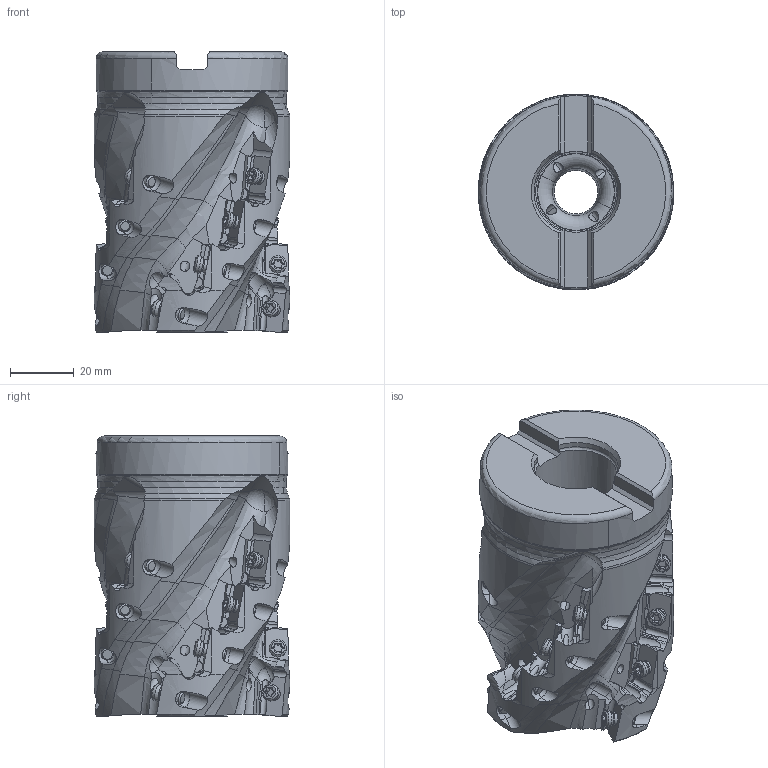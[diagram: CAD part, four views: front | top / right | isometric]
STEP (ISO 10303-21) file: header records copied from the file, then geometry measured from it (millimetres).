
FILE_DESCRIPTION(/* description */ (''),/* implementation_level */ '2;1');
FILE_NAME(/* name */ 'APX4KUR2516CA22A.stp',/* time_stamp */ '2021-09-08T11:42:54+09:00',/* author */ (''),/* organization */ (''),/* preprocessor_version */ 'ST-DEVELOPER v16',/* originating_system */ 'SIEMENS PLM Software NX 10.0',/* authorisation */ '');
FILE_SCHEMA (('AUTOMOTIVE_DESIGN { 1 0 10303 214 3 1 1 1 }'));
Products named in the file (1): APX4KUR2516CA22A_ASM
Bounding box: 61.4 x 61.39 x 87.9 mm (x, y, z)
Volume: 169341.2 mm3; surface area: 35878.1 mm2
Topology: 17 solids, 17 shells, 1370 faces, 4220 edges, 2914 vertices
Faces by surface type: cylinder 594, plane 448, cone 152, bspline 82, torus 58, sphere 36
Entity records: 64887 total; most frequent: CARTESIAN_POINT 26823, ORIENTED_EDGE 8376, DIRECTION 7640, EDGE_CURVE 4188, AXIS2_PLACEMENT_3D 3147, VERTEX_POINT 2842, CIRCLE 1486, EDGE_LOOP 1418
